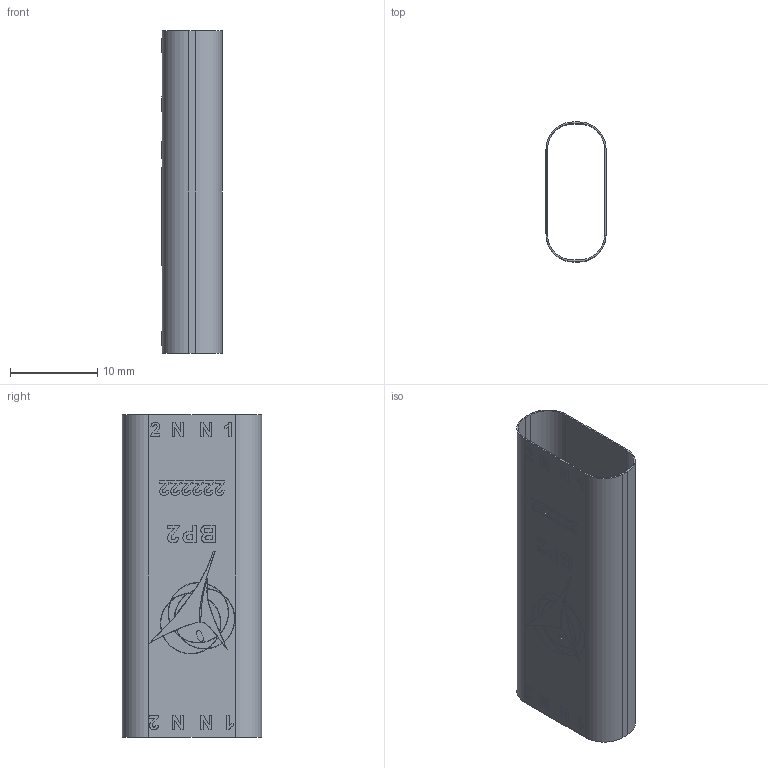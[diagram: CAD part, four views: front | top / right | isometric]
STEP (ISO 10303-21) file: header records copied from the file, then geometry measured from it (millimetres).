
FILE_DESCRIPTION (( 'STEP AP203' ), '1' );
FILE_NAME ('NNP-DWG-130-001-002 Remote Module, Case, BP2 Marking.STEP', '2024-08-09T17:09:04', ( '' ), ( '' ), 'SwSTEP 2.0', 'SolidWorks 2024', '' );
FILE_SCHEMA (( 'CONFIG_CONTROL_DESIGN' ));
Length unit declared in the file: inch
Products named in the file (2): NNP-DWG-130-001-000 Remote Module, Case_1.460 2CH MES MARKED CASE-BP2 - FRONT; NNP-DWG-130-001-002 Remote Module, Case, BP2 Marking
Assembly tree (1 placements, depth 2):
  NNP-DWG-130-001-002 Remote Module, Case, BP2 Marking
    NNP-DWG-130-001-000 Remote Module, Case_1.460 2CH MES MARKED CASE-BP2 - FRONT
Bounding box: 6.91 x 16.03 x 37.08 mm (x, y, z)
Volume: 264.8 mm3; surface area: 2987.5 mm2
Topology: 1 solids, 1 shells, 328 faces, 912 edges, 608 vertices
Faces by surface type: plane 159, bspline 111, cylinder 58
Entity records: 15800 total; most frequent: CARTESIAN_POINT 7935, ORIENTED_EDGE 1824, DIRECTION 1200, EDGE_CURVE 912, VERTEX_POINT 608, LINE 526, VECTOR 526, EDGE_LOOP 352
